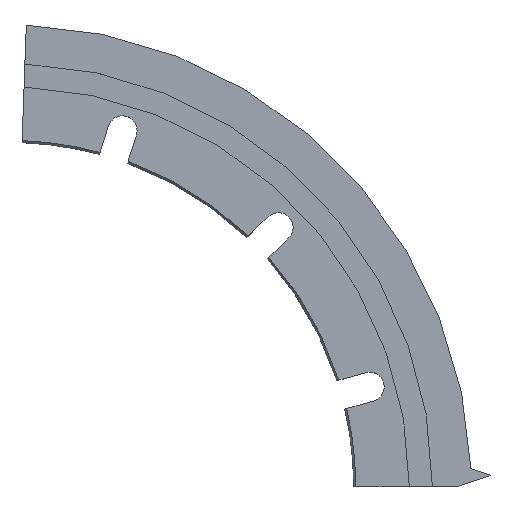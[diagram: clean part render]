
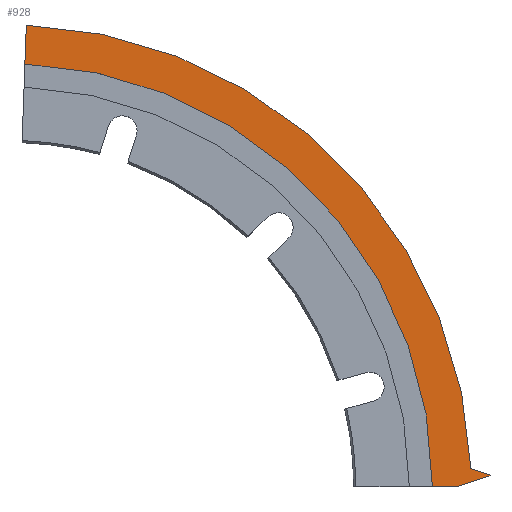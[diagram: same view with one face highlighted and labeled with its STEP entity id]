
A CAD part, top view. The second image highlights one B-rep face of the part: STEP entity #928.
In plain terms, the highlighted planar face has unit normal (0, 0, 1).
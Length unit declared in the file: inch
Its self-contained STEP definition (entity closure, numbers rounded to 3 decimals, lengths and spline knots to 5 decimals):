
#5 = EDGE_CURVE ( 'NONE', #1069, #605, #294, .T. ) ;
#34 = DIRECTION ( 'NONE',  ( -0.951, -0.308, 0. ) ) ;
#40 = DIRECTION ( 'NONE',  ( 1., 0., 0. ) ) ;
#58 = EDGE_CURVE ( 'NONE', #1069, #739, #373, .T. ) ;
#89 = ORIENTED_EDGE ( 'NONE', *, *, #604, .F. ) ;
#93 = EDGE_CURVE ( 'NONE', #605, #456, #457, .T. ) ;
#97 = VECTOR ( 'NONE', #1030, 39.37008 ) ;
#119 = EDGE_CURVE ( 'NONE', #1096, #783, #1168, .T. ) ;
#129 = DIRECTION ( 'NONE',  ( 1., 0., 0. ) ) ;
#135 = CARTESIAN_POINT ( 'NONE',  ( 0., 0., 0. ) ) ;
#158 = DIRECTION ( 'NONE',  ( 0.037, 0.999, 0. ) ) ;
#279 = CARTESIAN_POINT ( 'NONE',  ( 0., 0., 0. ) ) ;
#294 = LINE ( 'NONE', #496, #568 ) ;
#320 = ORIENTED_EDGE ( 'NONE', *, *, #5, .F. ) ;
#373 = LINE ( 'NONE', #1381, #492 ) ;
#380 = EDGE_CURVE ( 'NONE', #1032, #456, #909, .T. ) ;
#426 = VECTOR ( 'NONE', #34, 39.37008 ) ;
#433 = DIRECTION ( 'NONE',  ( 1., 0., 0. ) ) ;
#456 = VERTEX_POINT ( 'NONE', #612 ) ;
#457 = LINE ( 'NONE', #1298, #426 ) ;
#492 = VECTOR ( 'NONE', #1067, 39.37008 ) ;
#496 = CARTESIAN_POINT ( 'NONE',  ( 7.15375, 0.1795, 0. ) ) ;
#568 = VECTOR ( 'NONE', #1196, 39.37008 ) ;
#604 = EDGE_CURVE ( 'NONE', #1032, #1096, #1037, .T. ) ;
#605 = VERTEX_POINT ( 'NONE', #693 ) ;
#612 = CARTESIAN_POINT ( 'NONE',  ( 6.65417, 0., 0. ) ) ;
#664 = FACE_OUTER_BOUND ( 'NONE', #788, .T. ) ;
#693 = CARTESIAN_POINT ( 'NONE',  ( 7.15417, 0.162, 0. ) ) ;
#730 = ORIENTED_EDGE ( 'NONE', *, *, #119, .F. ) ;
#739 = VERTEX_POINT ( 'NONE', #1077 ) ;
#762 = AXIS2_PLACEMENT_3D ( 'NONE', #135, #1395, #129 ) ;
#783 = VERTEX_POINT ( 'NONE', #1419 ) ;
#784 = AXIS2_PLACEMENT_3D ( 'NONE', #879, #1207, #433 ) ;
#788 = EDGE_LOOP ( 'NONE', ( #89, #1438, #1291, #320, #887, #1195, #730 ) ) ;
#800 = CARTESIAN_POINT ( 'NONE',  ( 0.23091, 6.29251, 0. ) ) ;
#856 = CARTESIAN_POINT ( 'NONE',  ( 0.18794, 5.12155, 0. ) ) ;
#868 = EDGE_CURVE ( 'NONE', #739, #783, #885, .T. ) ;
#879 = CARTESIAN_POINT ( 'NONE',  ( 0., 0., 0. ) ) ;
#885 = CIRCLE ( 'NONE', #1422, 6.875 ) ;
#887 = ORIENTED_EDGE ( 'NONE', *, *, #58, .T. ) ;
#909 = LINE ( 'NONE', #1358, #97 ) ;
#928 = ADVANCED_FACE ( 'NONE', ( #664 ), #1327, .T. ) ;
#1030 = DIRECTION ( 'NONE',  ( 1., 0., 0. ) ) ;
#1032 = VERTEX_POINT ( 'NONE', #1341 ) ;
#1037 = CIRCLE ( 'NONE', #762, 6.29675 ) ;
#1054 = DIRECTION ( 'NONE',  ( 0., 0., 1. ) ) ;
#1067 = DIRECTION ( 'NONE',  ( -0.951, 0.31, 0. ) ) ;
#1069 = VERTEX_POINT ( 'NONE', #1433 ) ;
#1077 = CARTESIAN_POINT ( 'NONE',  ( 6.86961, 0.27208, 0. ) ) ;
#1096 = VERTEX_POINT ( 'NONE', #800 ) ;
#1168 = LINE ( 'NONE', #856, #1393 ) ;
#1195 = ORIENTED_EDGE ( 'NONE', *, *, #868, .T. ) ;
#1196 = DIRECTION ( 'NONE',  ( 0.024, -1., 0. ) ) ;
#1207 = DIRECTION ( 'NONE',  ( 0., 0., 1. ) ) ;
#1291 = ORIENTED_EDGE ( 'NONE', *, *, #93, .F. ) ;
#1298 = CARTESIAN_POINT ( 'NONE',  ( 7.15417, 0.162, 0. ) ) ;
#1327 = PLANE ( 'NONE',  #784 ) ;
#1341 = CARTESIAN_POINT ( 'NONE',  ( 6.29675, 0., 0. ) ) ;
#1358 = CARTESIAN_POINT ( 'NONE',  ( 5.125, 0., 0. ) ) ;
#1381 = CARTESIAN_POINT ( 'NONE',  ( 7.15375, 0.1795, 0. ) ) ;
#1393 = VECTOR ( 'NONE', #158, 39.37008 ) ;
#1395 = DIRECTION ( 'NONE',  ( 0., 0., 1. ) ) ;
#1419 = CARTESIAN_POINT ( 'NONE',  ( 0.25211, 6.87038, 0. ) ) ;
#1422 = AXIS2_PLACEMENT_3D ( 'NONE', #279, #1054, #40 ) ;
#1433 = CARTESIAN_POINT ( 'NONE',  ( 7.15375, 0.1795, 0. ) ) ;
#1438 = ORIENTED_EDGE ( 'NONE', *, *, #380, .T. ) ;
